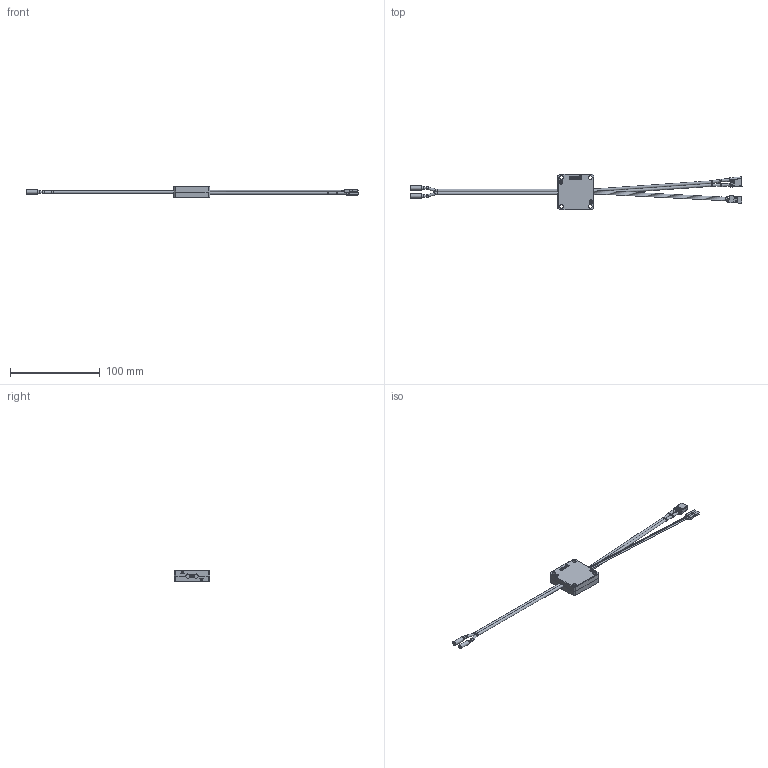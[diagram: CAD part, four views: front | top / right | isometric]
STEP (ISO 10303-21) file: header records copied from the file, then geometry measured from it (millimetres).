
FILE_DESCRIPTION(/* description */ (''),/* implementation_level */ '2;1');
FILE_NAME(/* name */ 'Motor Controller 10amp v65.step',/* time_stamp */ '2021-08-06T11:23:58-05:00',/* author */ (''),/* organization */ (''),/* preprocessor_version */ 'ST-DEVELOPER v18.1',/* originating_system */ 'Autodesk Translation Framework v10.9.0.1377',/* authorisation */ '');
FILE_SCHEMA (('AUTOMOTIVE_DESIGN { 1 0 10303 214 3 1 1 }'));
Length unit declared in the file: millimetre
Products named in the file (20): Motor Controller 10amp; Top Case REV1; Hardware (1); Top Case REV1_1; Hardware (1)_1; 99397A187; Case Body; Wire Assembly; Motor outputs; Bullets; Bullet; wire (1); wire; Servo Wires - 170mm; (17) 3-Pos TJC8 Servo Connector [MH]; input wires; xt30; (1) XT30 FH; (1) XT30 MC; input wires (1)
Assembly tree (24 placements, depth 5):
  Motor Controller 10amp
    Top Case REV1
      Hardware (1)
        99397A187  x2
      Case Body
    Top Case REV1_1
      Hardware (1)_1
        99397A187  x2
      Case Body
    Wire Assembly
      Motor outputs
        Bullets
          Bullet
        wire (1)
        wire
      Servo Wires - 170mm
      (17) 3-Pos TJC8 Servo Connector [MH]
      input wires
      xt30
        (1) XT30 FH
        (1) XT30 MC  x2
      input wires (1)
Bounding box: 369.33 x 40 x 12 mm (x, y, z)
Volume: 14985.2 mm3; surface area: 21350.4 mm2
Topology: 17 solids, 17 shells, 981 faces, 2559 edges, 1670 vertices
Faces by surface type: plane 456, cylinder 271, bspline 112, cone 100, torus 42
Full cylindrical faces by diameter (mm): 1.3 x4, 1.35 x3, 1.6 x2, 1.994 x4, 2.5 x6, 3 x12, 4 x4, 4.2 x4, 4.7 x2
Entity records: 21979 total; most frequent: CARTESIAN_POINT 8031, ORIENTED_EDGE 2864, DIRECTION 2651, EDGE_CURVE 1432, VERTEX_POINT 922, LINE 891, VECTOR 891, AXIS2_PLACEMENT_3D 880
